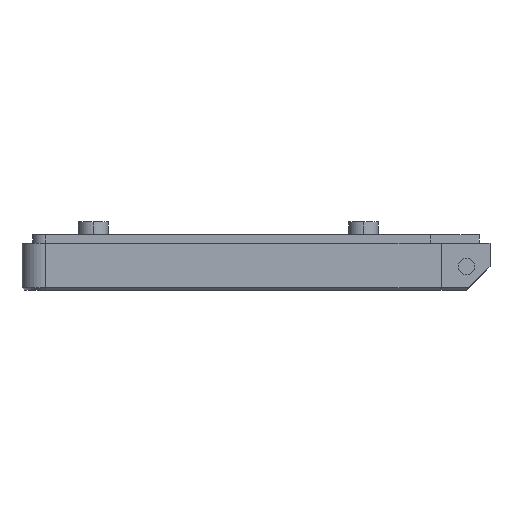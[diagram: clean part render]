
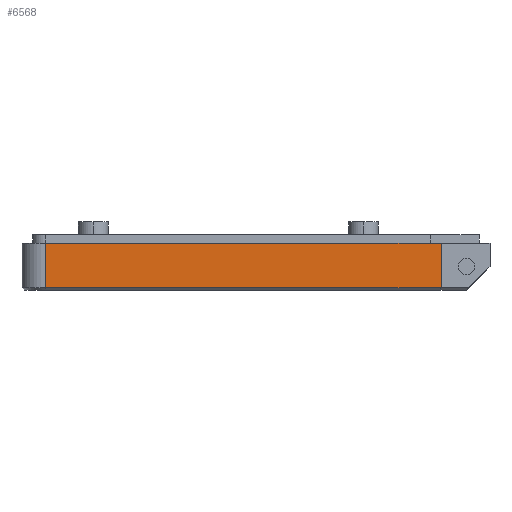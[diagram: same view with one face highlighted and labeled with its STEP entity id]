
A CAD part, left-side view. The second image highlights one B-rep face of the part: STEP entity #6568.
In plain terms, the highlighted planar face has unit normal (-1, 0, 0).
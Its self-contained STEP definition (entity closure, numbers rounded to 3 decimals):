
#1010 = CARTESIAN_POINT ( 'NONE',  ( -110., 49.5, 0.5 ) ) ;
#1013 = DIRECTION ( 'NONE',  ( 0., -1., 0. ) ) ;
#1023 = DIRECTION ( 'NONE',  ( 0., -1., 0. ) ) ;
#1045 = CARTESIAN_POINT ( 'NONE',  ( -110., 55., 11. ) ) ;
#1102 = CARTESIAN_POINT ( 'NONE',  ( -110., -43.5, 13. ) ) ;
#1109 = DIRECTION ( 'NONE',  ( 0., 0., -1. ) ) ;
#1128 = CARTESIAN_POINT ( 'NONE',  ( -110., 49.5, 13. ) ) ;
#1129 = DIRECTION ( 'NONE',  ( 0., 0., -1. ) ) ;
#1755 = AXIS2_PLACEMENT_3D ( 'NONE', #2187, #2155, #2197 ) ;
#2155 = DIRECTION ( 'NONE',  ( 1., 0., 0. ) ) ;
#2173 = PLANE ( 'NONE',  #1755 ) ;
#2187 = CARTESIAN_POINT ( 'NONE',  ( -110., 49.5, 13. ) ) ;
#2197 = DIRECTION ( 'NONE',  ( 0., 1., 0. ) ) ;
#2374 = ORIENTED_EDGE ( 'NONE', *, *, #5005, .T. ) ;
#2388 = ORIENTED_EDGE ( 'NONE', *, *, #4956, .F. ) ;
#2482 = ORIENTED_EDGE ( 'NONE', *, *, #5003, .F. ) ;
#2485 = ORIENTED_EDGE ( 'NONE', *, *, #4962, .T. ) ;
#2767 = EDGE_LOOP ( 'NONE', ( #2374, #2485, #2482, #2388 ) ) ;
#3198 = VERTEX_POINT ( 'NONE', #3523 ) ;
#3214 = VERTEX_POINT ( 'NONE', #3580 ) ;
#3215 = VERTEX_POINT ( 'NONE', #3576 ) ;
#3218 = VERTEX_POINT ( 'NONE', #3571 ) ;
#3523 = CARTESIAN_POINT ( 'NONE',  ( -110., -43.5, 11. ) ) ;
#3571 = CARTESIAN_POINT ( 'NONE',  ( -110., 49.5, 11. ) ) ;
#3576 = CARTESIAN_POINT ( 'NONE',  ( -110., -43.5, 0.5 ) ) ;
#3580 = CARTESIAN_POINT ( 'NONE',  ( -110., 49.5, 0.5 ) ) ;
#4956 = EDGE_CURVE ( 'NONE', #3218, #3198, #5927, .T. ) ;
#4962 = EDGE_CURVE ( 'NONE', #3214, #3215, #5931, .T. ) ;
#5003 = EDGE_CURVE ( 'NONE', #3198, #3215, #5942, .T. ) ;
#5005 = EDGE_CURVE ( 'NONE', #3218, #3214, #5943, .T. ) ;
#5894 = VECTOR ( 'NONE', #1023, 1000. ) ;
#5903 = VECTOR ( 'NONE', #1013, 1000. ) ;
#5927 = LINE ( 'NONE', #1045, #5903 ) ;
#5931 = LINE ( 'NONE', #1010, #5894 ) ;
#5942 = LINE ( 'NONE', #1102, #5973 ) ;
#5943 = LINE ( 'NONE', #1128, #5947 ) ;
#5947 = VECTOR ( 'NONE', #1129, 1000. ) ;
#5973 = VECTOR ( 'NONE', #1109, 1000. ) ;
#6439 = FACE_OUTER_BOUND ( 'NONE', #2767, .T. ) ;
#6568 = ADVANCED_FACE ( 'NONE', ( #6439 ), #2173, .F. ) ;
